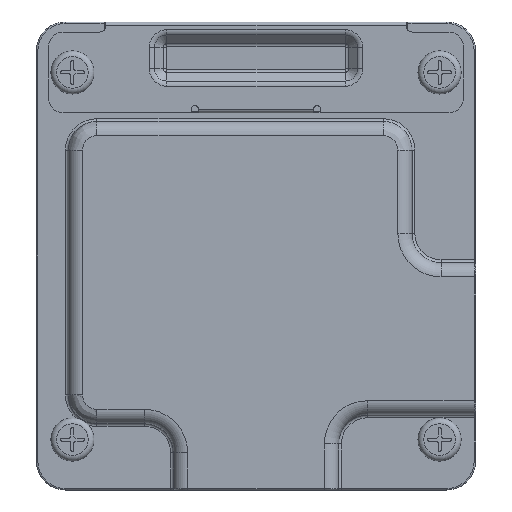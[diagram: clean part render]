
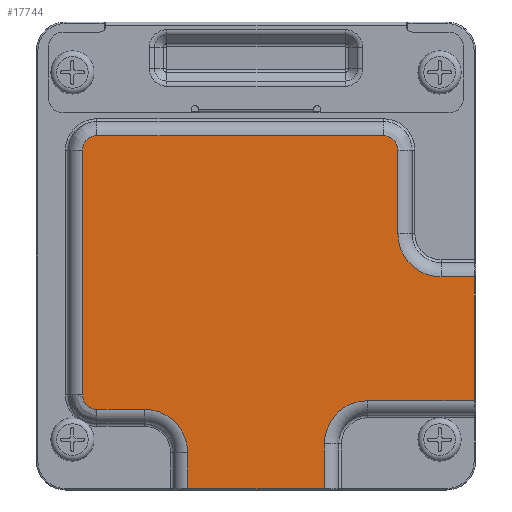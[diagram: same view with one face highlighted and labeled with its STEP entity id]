
A CAD part, front view. The second image highlights one B-rep face of the part: STEP entity #17744.
In plain terms, the highlighted planar face has unit normal (0, -1, 0).
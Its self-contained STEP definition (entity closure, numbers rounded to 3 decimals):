
#420=PLANE('',#18887);
#996=FACE_OUTER_BOUND('',#2012,.T.);
#2012=EDGE_LOOP('',(#12082,#12083,#12084,#12085,#12086,#12087,#12088,#12089,
#12090,#12091,#12092,#12093,#12094,#12095,#12096,#12097));
#3217=LINE('',#26407,#4940);
#3223=LINE('',#26455,#4946);
#3232=LINE('',#26506,#4955);
#3234=LINE('',#26513,#4957);
#3238=LINE('',#26530,#4961);
#3239=LINE('',#26535,#4962);
#3240=LINE('',#26539,#4963);
#3241=LINE('',#26543,#4964);
#3242=LINE('',#26547,#4965);
#3243=LINE('',#26551,#4966);
#4940=VECTOR('',#20797,10.);
#4946=VECTOR('',#20855,10.);
#4955=VECTOR('',#20914,10.);
#4957=VECTOR('',#20922,10.);
#4961=VECTOR('',#20942,10.);
#4962=VECTOR('',#20949,10.);
#4963=VECTOR('',#20952,10.);
#4964=VECTOR('',#20955,10.);
#4965=VECTOR('',#20958,10.);
#4966=VECTOR('',#20961,10.);
#6712=CIRCLE('',#18888,3.);
#6713=CIRCLE('',#18889,3.);
#6714=CIRCLE('',#18890,1.);
#6715=CIRCLE('',#18891,1.);
#6716=CIRCLE('',#18892,1.);
#6717=CIRCLE('',#18893,3.);
#7580=VERTEX_POINT('',#26397);
#7582=VERTEX_POINT('',#26403);
#7596=VERTEX_POINT('',#26445);
#7598=VERTEX_POINT('',#26451);
#7616=VERTEX_POINT('',#26505);
#7618=VERTEX_POINT('',#26511);
#7623=VERTEX_POINT('',#26529);
#7624=VERTEX_POINT('',#26534);
#7625=VERTEX_POINT('',#26536);
#7626=VERTEX_POINT('',#26538);
#7627=VERTEX_POINT('',#26540);
#7628=VERTEX_POINT('',#26542);
#7629=VERTEX_POINT('',#26544);
#7630=VERTEX_POINT('',#26546);
#7631=VERTEX_POINT('',#26548);
#7632=VERTEX_POINT('',#26550);
#9308=EDGE_CURVE('',#7580,#7582,#3217,.T.);
#9332=EDGE_CURVE('',#7596,#7598,#3223,.T.);
#9357=EDGE_CURVE('',#7598,#7616,#3232,.T.);
#9361=EDGE_CURVE('',#7618,#7596,#3234,.T.);
#9369=EDGE_CURVE('',#7582,#7623,#3238,.T.);
#9371=EDGE_CURVE('',#7623,#7618,#6712,.T.);
#9372=EDGE_CURVE('',#7624,#7580,#3239,.T.);
#9373=EDGE_CURVE('',#7625,#7624,#6713,.T.);
#9374=EDGE_CURVE('',#7626,#7625,#3240,.T.);
#9375=EDGE_CURVE('',#7627,#7626,#6714,.T.);
#9376=EDGE_CURVE('',#7628,#7627,#3241,.T.);
#9377=EDGE_CURVE('',#7629,#7628,#6715,.T.);
#9378=EDGE_CURVE('',#7630,#7629,#3242,.T.);
#9379=EDGE_CURVE('',#7631,#7630,#6716,.T.);
#9380=EDGE_CURVE('',#7632,#7631,#3243,.T.);
#9381=EDGE_CURVE('',#7616,#7632,#6717,.T.);
#12082=ORIENTED_EDGE('',*,*,#9332,.F.);
#12083=ORIENTED_EDGE('',*,*,#9361,.F.);
#12084=ORIENTED_EDGE('',*,*,#9371,.F.);
#12085=ORIENTED_EDGE('',*,*,#9369,.F.);
#12086=ORIENTED_EDGE('',*,*,#9308,.F.);
#12087=ORIENTED_EDGE('',*,*,#9372,.F.);
#12088=ORIENTED_EDGE('',*,*,#9373,.F.);
#12089=ORIENTED_EDGE('',*,*,#9374,.F.);
#12090=ORIENTED_EDGE('',*,*,#9375,.F.);
#12091=ORIENTED_EDGE('',*,*,#9376,.F.);
#12092=ORIENTED_EDGE('',*,*,#9377,.F.);
#12093=ORIENTED_EDGE('',*,*,#9378,.F.);
#12094=ORIENTED_EDGE('',*,*,#9379,.F.);
#12095=ORIENTED_EDGE('',*,*,#9380,.F.);
#12096=ORIENTED_EDGE('',*,*,#9381,.F.);
#12097=ORIENTED_EDGE('',*,*,#9357,.F.);
#17744=ADVANCED_FACE('',(#996),#420,.F.);
#18887=AXIS2_PLACEMENT_3D('',#26532,#20945,#20946);
#18888=AXIS2_PLACEMENT_3D('',#26533,#20947,#20948);
#18889=AXIS2_PLACEMENT_3D('',#26537,#20950,#20951);
#18890=AXIS2_PLACEMENT_3D('',#26541,#20953,#20954);
#18891=AXIS2_PLACEMENT_3D('',#26545,#20956,#20957);
#18892=AXIS2_PLACEMENT_3D('',#26549,#20959,#20960);
#18893=AXIS2_PLACEMENT_3D('',#26552,#20962,#20963);
#20797=DIRECTION('',(0.,0.,-1.));
#20855=DIRECTION('',(-1.,0.,0.));
#20914=DIRECTION('',(0.,0.,1.));
#20922=DIRECTION('',(0.,0.,-1.));
#20942=DIRECTION('',(-1.,0.,0.));
#20945=DIRECTION('center_axis',(0.,1.,0.));
#20946=DIRECTION('ref_axis',(1.,0.,0.));
#20947=DIRECTION('center_axis',(0.,-1.,0.));
#20948=DIRECTION('ref_axis',(-0.707,0.,0.707));
#20949=DIRECTION('',(1.,0.,0.));
#20950=DIRECTION('center_axis',(0.,-1.,0.));
#20951=DIRECTION('ref_axis',(-0.707,0.,-0.707));
#20952=DIRECTION('',(0.,0.,-1.));
#20953=DIRECTION('center_axis',(0.,1.,0.));
#20954=DIRECTION('ref_axis',(0.707,0.,0.707));
#20955=DIRECTION('',(1.,0.,0.));
#20956=DIRECTION('center_axis',(0.,1.,0.));
#20957=DIRECTION('ref_axis',(-0.707,0.,0.707));
#20958=DIRECTION('',(0.,0.,1.));
#20959=DIRECTION('center_axis',(0.,1.,0.));
#20960=DIRECTION('ref_axis',(-0.707,0.,-0.707));
#20961=DIRECTION('',(-1.,0.,0.));
#20962=DIRECTION('center_axis',(0.,-1.,0.));
#20963=DIRECTION('ref_axis',(0.707,0.,0.707));
#26397=CARTESIAN_POINT('',(15.15,0.,-1.45));
#26403=CARTESIAN_POINT('',(15.15,0.,-10.05));
#26407=CARTESIAN_POINT('',(15.15,0.,7.125));
#26445=CARTESIAN_POINT('',(4.75,0.,-16.15));
#26451=CARTESIAN_POINT('',(-4.75,0.,-16.15));
#26455=CARTESIAN_POINT('',(6.625,0.,-16.15));
#26505=CARTESIAN_POINT('',(-4.75,0.,-13.65));
#26506=CARTESIAN_POINT('',(-4.75,0.,-6.825));
#26511=CARTESIAN_POINT('',(4.75,0.,-13.05));
#26513=CARTESIAN_POINT('',(4.75,0.,-8.125));
#26529=CARTESIAN_POINT('',(7.75,0.,-10.05));
#26530=CARTESIAN_POINT('',(3.875,0.,-10.05));
#26532=CARTESIAN_POINT('Origin',(0.,0.,0.));
#26533=CARTESIAN_POINT('Origin',(7.75,0.,-13.05));
#26534=CARTESIAN_POINT('',(12.85,0.,-1.45));
#26535=CARTESIAN_POINT('',(7.625,0.,-1.45));
#26536=CARTESIAN_POINT('',(9.85,0.,1.55));
#26537=CARTESIAN_POINT('Origin',(12.85,0.,1.55));
#26538=CARTESIAN_POINT('',(9.85,0.,7.35));
#26539=CARTESIAN_POINT('',(9.85,0.,0.775));
#26540=CARTESIAN_POINT('',(8.85,0.,8.35));
#26541=CARTESIAN_POINT('Origin',(8.85,0.,7.35));
#26542=CARTESIAN_POINT('',(-11.05,0.,8.35));
#26543=CARTESIAN_POINT('',(4.425,0.,8.35));
#26544=CARTESIAN_POINT('',(-12.05,0.,7.35));
#26545=CARTESIAN_POINT('Origin',(-11.05,0.,7.35));
#26546=CARTESIAN_POINT('',(-12.05,0.,-9.65));
#26547=CARTESIAN_POINT('',(-12.05,0.,3.675));
#26548=CARTESIAN_POINT('',(-11.05,0.,-10.65));
#26549=CARTESIAN_POINT('Origin',(-11.05,0.,-9.65));
#26550=CARTESIAN_POINT('',(-7.75,0.,-10.65));
#26551=CARTESIAN_POINT('',(-5.525,0.,-10.65));
#26552=CARTESIAN_POINT('Origin',(-7.75,0.,-13.65));
